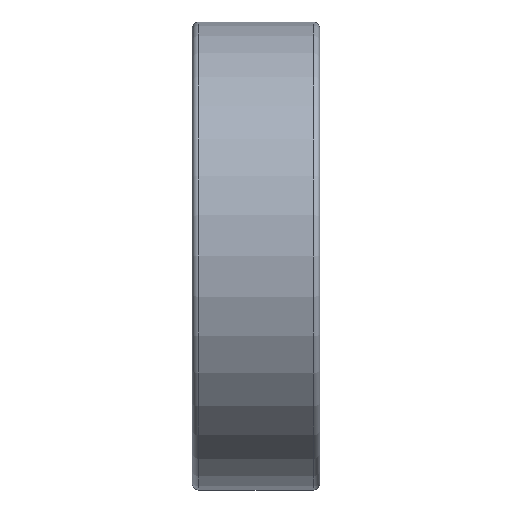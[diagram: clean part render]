
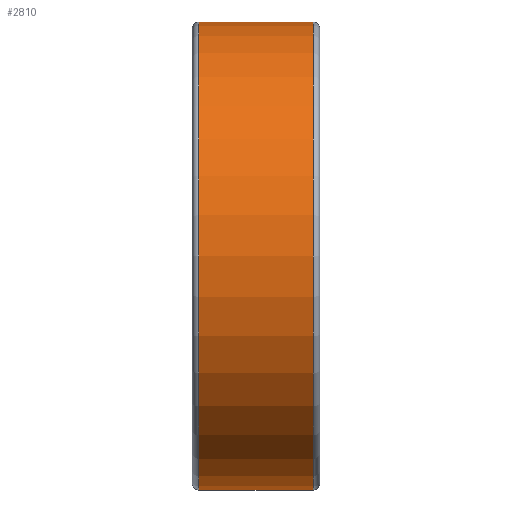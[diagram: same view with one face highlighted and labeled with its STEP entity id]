
A CAD part, front view. The second image highlights one B-rep face of the part: STEP entity #2810.
In plain terms, the highlighted cylindrical face has radius 5.5 mm (diameter 11 mm), a full revolution.
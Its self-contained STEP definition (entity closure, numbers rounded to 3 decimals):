
#71=LINE('',#6160,#87);
#87=VECTOR('',#3679,5.5);
#112=CYLINDRICAL_SURFACE('',#3103,5.5);
#427=FACE_OUTER_BOUND('',#527,.T.);
#527=EDGE_LOOP('',(#2350,#2351,#2352,#2353,#2354,#2355));
#758=CIRCLE('',#3101,5.5);
#759=CIRCLE('',#3102,5.5);
#760=CIRCLE('',#3104,5.5);
#761=CIRCLE('',#3105,5.5);
#1130=VERTEX_POINT('',#6153);
#1131=VERTEX_POINT('',#6155);
#1132=VERTEX_POINT('',#6159);
#1133=VERTEX_POINT('',#6161);
#1592=EDGE_CURVE('',#1130,#1131,#758,.T.);
#1593=EDGE_CURVE('',#1131,#1130,#759,.T.);
#1594=EDGE_CURVE('',#1131,#1132,#71,.T.);
#1595=EDGE_CURVE('',#1133,#1132,#760,.T.);
#1596=EDGE_CURVE('',#1132,#1133,#761,.T.);
#2350=ORIENTED_EDGE('',*,*,#1592,.F.);
#2351=ORIENTED_EDGE('',*,*,#1593,.F.);
#2352=ORIENTED_EDGE('',*,*,#1594,.T.);
#2353=ORIENTED_EDGE('',*,*,#1595,.F.);
#2354=ORIENTED_EDGE('',*,*,#1596,.F.);
#2355=ORIENTED_EDGE('',*,*,#1594,.F.);
#2810=ADVANCED_FACE('',(#427),#112,.T.);
#3101=AXIS2_PLACEMENT_3D('',#6156,#3673,#3674);
#3102=AXIS2_PLACEMENT_3D('',#6157,#3675,#3676);
#3103=AXIS2_PLACEMENT_3D('',#6158,#3677,#3678);
#3104=AXIS2_PLACEMENT_3D('',#6162,#3680,#3681);
#3105=AXIS2_PLACEMENT_3D('',#6163,#3682,#3683);
#3673=DIRECTION('center_axis',(1.,0.,0.));
#3674=DIRECTION('ref_axis',(0.,0.,1.));
#3675=DIRECTION('center_axis',(1.,0.,0.));
#3676=DIRECTION('ref_axis',(0.,0.,1.));
#3677=DIRECTION('center_axis',(1.,0.,0.));
#3678=DIRECTION('ref_axis',(0.,0.,-1.));
#3679=DIRECTION('',(-1.,0.,0.));
#3680=DIRECTION('center_axis',(-1.,0.,0.));
#3681=DIRECTION('ref_axis',(0.,0.,1.));
#3682=DIRECTION('center_axis',(-1.,0.,0.));
#3683=DIRECTION('ref_axis',(0.,0.,1.));
#6153=CARTESIAN_POINT('',(2.85,0.,-5.5));
#6155=CARTESIAN_POINT('',(2.85,0.,5.5));
#6156=CARTESIAN_POINT('Origin',(2.85,0.,0.));
#6157=CARTESIAN_POINT('Origin',(2.85,0.,0.));
#6158=CARTESIAN_POINT('Origin',(1.5,0.,0.));
#6159=CARTESIAN_POINT('',(0.15,0.,5.5));
#6160=CARTESIAN_POINT('',(1.5,0.,5.5));
#6161=CARTESIAN_POINT('',(0.15,0.,-5.5));
#6162=CARTESIAN_POINT('Origin',(0.15,0.,0.));
#6163=CARTESIAN_POINT('Origin',(0.15,0.,0.));
